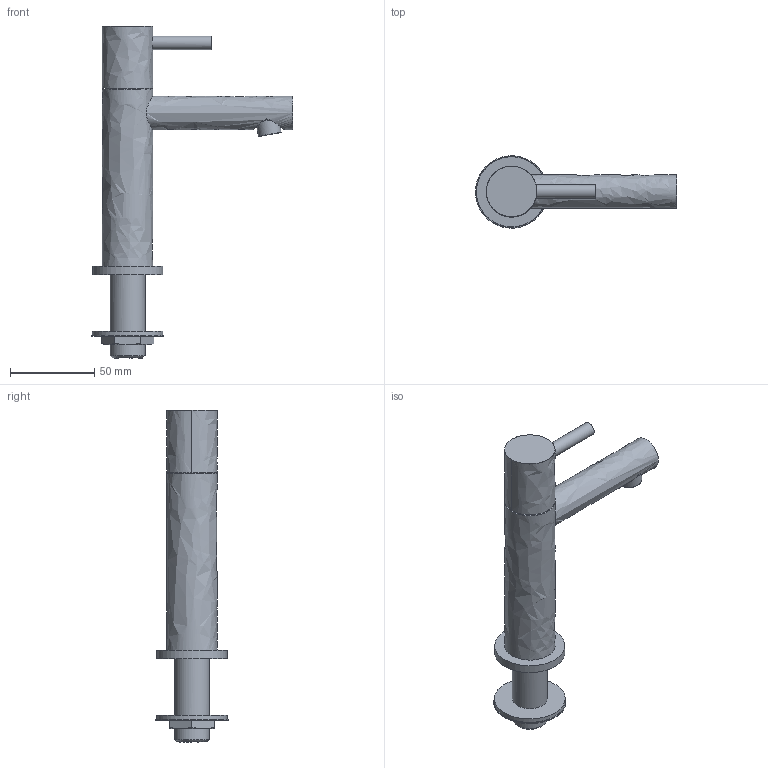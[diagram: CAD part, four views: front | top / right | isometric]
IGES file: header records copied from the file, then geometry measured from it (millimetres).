
Start section: C
Global section: file name: Dude 001S.igs; native system: By Siemens PLM Incorporated; preprocessor: XPlus GENERIC/IGES 17.0.49; author: Author; organization: Title; date: 20150520.094136; units: millimetre
Bounding box: 119.5 x 42.98 x 197.2 mm (x, y, z)
Volume: 68298.7 mm3; surface area: 52598.9 mm2
Topology: 9 solids, 9 shells, 174 faces, 436 edges, 304 vertices
Faces by surface type: bspline 174
